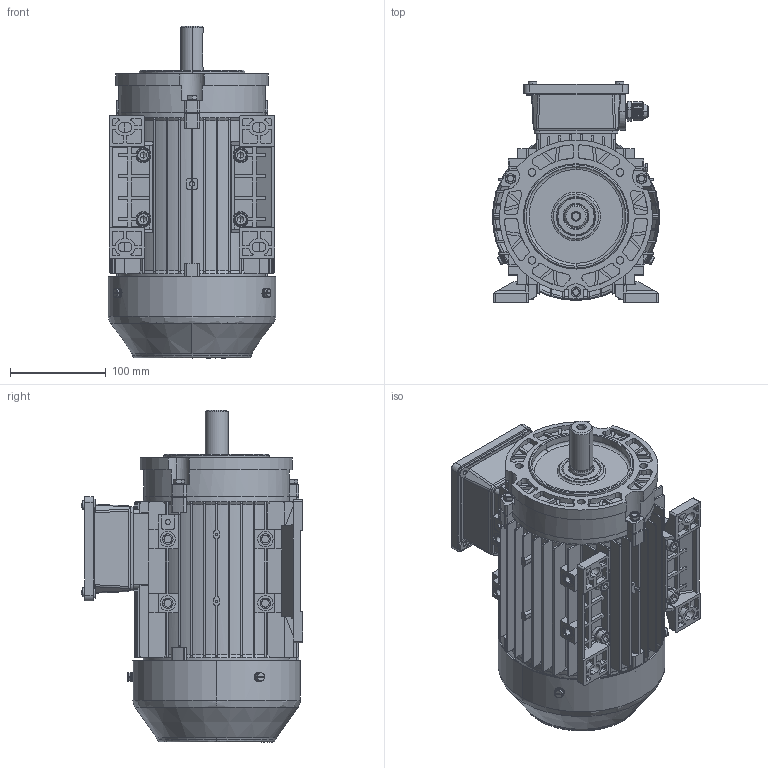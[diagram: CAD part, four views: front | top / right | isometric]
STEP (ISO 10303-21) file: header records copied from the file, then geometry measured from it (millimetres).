
FILE_DESCRIPTION (( 'STEP AP203' ), '1' );
FILE_NAME ('JL3-90L-B34B.step', '2018-12-14T09:02:29', ( '' ), ( '' ), 'SwSTEP 2.0', 'SolidWorks 2018', '' );
FILE_SCHEMA (( 'CONFIG_CONTROL_DESIGN' ));
Length unit declared in the file: millimetre
Products named in the file (1): JL3-90L-B34B
Bounding box: 175 x 231.42 x 347 mm (x, y, z)
Volume: 1403063.3 mm3; surface area: 842215.3 mm2
Topology: 52 solids, 52 shells, 3762 faces, 10175 edges, 6597 vertices
Faces by surface type: plane 1633, cylinder 1476, bspline 398, cone 247, sphere 8
Entity records: 349624 total; most frequent: CARTESIAN_POINT 256230, ORIENTED_EDGE 20322, DIRECTION 18754, EDGE_CURVE 10161, AXIS2_PLACEMENT_3D 6836, VERTEX_POINT 6597, LINE 5082, VECTOR 5082
